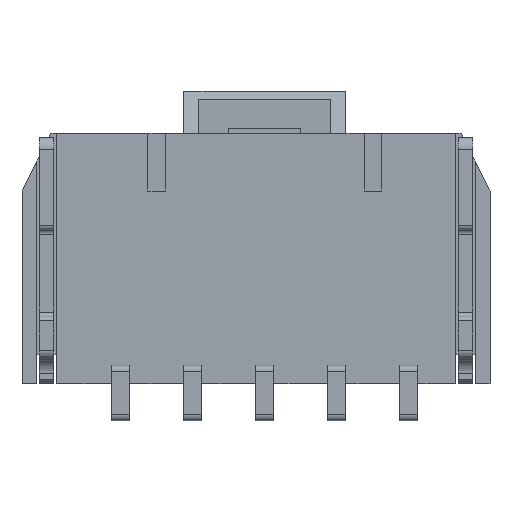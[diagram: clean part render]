
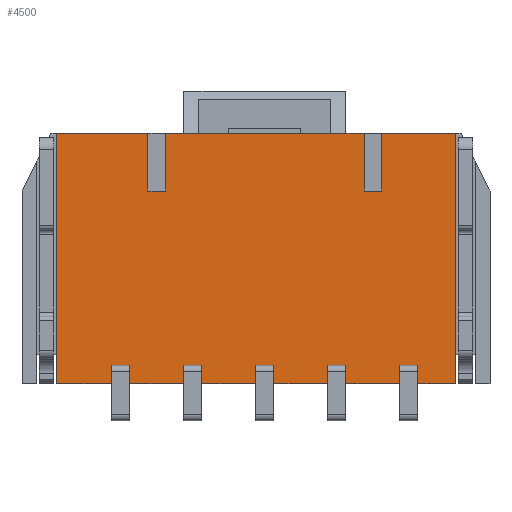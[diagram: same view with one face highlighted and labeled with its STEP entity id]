
A CAD part, front view. The second image highlights one B-rep face of the part: STEP entity #4500.
In plain terms, the highlighted planar face has unit normal (0, -1, 0).
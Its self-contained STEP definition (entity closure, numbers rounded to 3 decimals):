
#33=DIRECTION('',(1.,0.,0.));
#34=VECTOR('',#33,0.6);
#35=CARTESIAN_POINT('',(-3.75,-1.74,2.345));
#36=LINE('',#35,#34);
#37=DIRECTION('',(0.,0.,-1.));
#38=VECTOR('',#37,2.);
#39=CARTESIAN_POINT('',(-3.15,-1.74,4.345));
#40=LINE('',#39,#38);
#41=DIRECTION('',(1.,0.,0.));
#42=VECTOR('',#41,6.9);
#43=CARTESIAN_POINT('',(-3.15,-1.74,4.345));
#44=LINE('',#43,#42);
#45=DIRECTION('',(0.,0.,-1.));
#46=VECTOR('',#45,2.);
#47=CARTESIAN_POINT('',(3.75,-1.74,4.345));
#48=LINE('',#47,#46);
#49=DIRECTION('',(1.,0.,0.));
#50=VECTOR('',#49,0.6);
#51=CARTESIAN_POINT('',(3.75,-1.74,2.345));
#52=LINE('',#51,#50);
#53=DIRECTION('',(0.,0.,-1.));
#54=VECTOR('',#53,2.);
#55=CARTESIAN_POINT('',(4.35,-1.74,4.345));
#56=LINE('',#55,#54);
#57=DIRECTION('',(1.,0.,0.));
#58=VECTOR('',#57,2.57);
#59=CARTESIAN_POINT('',(4.35,-1.74,4.345));
#60=LINE('',#59,#58);
#61=DIRECTION('',(0.,0.,-1.));
#62=VECTOR('',#61,8.69);
#63=CARTESIAN_POINT('',(6.92,-1.74,4.345));
#64=LINE('',#63,#62);
#65=DIRECTION('',(-1.,0.,0.));
#66=VECTOR('',#65,1.303);
#67=CARTESIAN_POINT('',(6.92,-1.74,-4.345));
#68=LINE('',#67,#66);
#69=DIRECTION('',(0.,0.,1.));
#70=VECTOR('',#69,0.638);
#71=CARTESIAN_POINT('',(5.618,-1.74,-4.345));
#72=LINE('',#71,#70);
#73=DIRECTION('',(-1.,0.,0.));
#74=VECTOR('',#73,0.635);
#75=CARTESIAN_POINT('',(5.618,-1.74,-3.707));
#76=LINE('',#75,#74);
#77=DIRECTION('',(0.,0.,1.));
#78=VECTOR('',#77,0.638);
#79=CARTESIAN_POINT('',(4.983,-1.74,-4.345));
#80=LINE('',#79,#78);
#81=DIRECTION('',(-1.,0.,0.));
#82=VECTOR('',#81,1.865);
#83=CARTESIAN_POINT('',(4.983,-1.74,-4.345));
#84=LINE('',#83,#82);
#85=DIRECTION('',(0.,0.,1.));
#86=VECTOR('',#85,0.638);
#87=CARTESIAN_POINT('',(3.118,-1.74,-4.345));
#88=LINE('',#87,#86);
#89=DIRECTION('',(-1.,0.,0.));
#90=VECTOR('',#89,0.635);
#91=CARTESIAN_POINT('',(3.118,-1.74,-3.707));
#92=LINE('',#91,#90);
#93=DIRECTION('',(0.,0.,1.));
#94=VECTOR('',#93,0.638);
#95=CARTESIAN_POINT('',(2.483,-1.74,-4.345));
#96=LINE('',#95,#94);
#97=DIRECTION('',(-1.,0.,0.));
#98=VECTOR('',#97,1.865);
#99=CARTESIAN_POINT('',(2.483,-1.74,-4.345));
#100=LINE('',#99,#98);
#101=DIRECTION('',(0.,0.,1.));
#102=VECTOR('',#101,0.638);
#103=CARTESIAN_POINT('',(0.618,-1.74,-4.345));
#104=LINE('',#103,#102);
#105=DIRECTION('',(-1.,0.,0.));
#106=VECTOR('',#105,0.635);
#107=CARTESIAN_POINT('',(0.618,-1.74,-3.707));
#108=LINE('',#107,#106);
#109=DIRECTION('',(0.,0.,1.));
#110=VECTOR('',#109,0.638);
#111=CARTESIAN_POINT('',(-0.018,-1.74,-4.345));
#112=LINE('',#111,#110);
#113=DIRECTION('',(-1.,0.,0.));
#114=VECTOR('',#113,1.865);
#115=CARTESIAN_POINT('',(-0.018,-1.74,-4.345));
#116=LINE('',#115,#114);
#117=DIRECTION('',(0.,0.,1.));
#118=VECTOR('',#117,0.638);
#119=CARTESIAN_POINT('',(-1.883,-1.74,-4.345));
#120=LINE('',#119,#118);
#121=DIRECTION('',(-1.,0.,0.));
#122=VECTOR('',#121,0.635);
#123=CARTESIAN_POINT('',(-1.883,-1.74,-3.707));
#124=LINE('',#123,#122);
#125=DIRECTION('',(0.,0.,1.));
#126=VECTOR('',#125,0.638);
#127=CARTESIAN_POINT('',(-2.518,-1.74,-4.345));
#128=LINE('',#127,#126);
#129=DIRECTION('',(-1.,0.,0.));
#130=VECTOR('',#129,1.865);
#131=CARTESIAN_POINT('',(-2.518,-1.74,-4.345));
#132=LINE('',#131,#130);
#133=DIRECTION('',(0.,0.,1.));
#134=VECTOR('',#133,0.638);
#135=CARTESIAN_POINT('',(-4.383,-1.74,-4.345));
#136=LINE('',#135,#134);
#137=DIRECTION('',(-1.,0.,0.));
#138=VECTOR('',#137,0.635);
#139=CARTESIAN_POINT('',(-4.383,-1.74,-3.707));
#140=LINE('',#139,#138);
#141=DIRECTION('',(0.,0.,1.));
#142=VECTOR('',#141,0.638);
#143=CARTESIAN_POINT('',(-5.018,-1.74,-4.345));
#144=LINE('',#143,#142);
#145=DIRECTION('',(-1.,0.,0.));
#146=VECTOR('',#145,1.903);
#147=CARTESIAN_POINT('',(-5.018,-1.74,-4.345));
#148=LINE('',#147,#146);
#149=DIRECTION('',(0.,0.,-1.));
#150=VECTOR('',#149,8.69);
#151=CARTESIAN_POINT('',(-6.92,-1.74,4.345));
#152=LINE('',#151,#150);
#153=DIRECTION('',(1.,0.,0.));
#154=VECTOR('',#153,3.17);
#155=CARTESIAN_POINT('',(-6.92,-1.74,4.345));
#156=LINE('',#155,#154);
#157=DIRECTION('',(0.,0.,-1.));
#158=VECTOR('',#157,2.);
#159=CARTESIAN_POINT('',(-3.75,-1.74,4.345));
#160=LINE('',#159,#158);
#3505=CARTESIAN_POINT('',(5.618,-1.74,-4.345));
#3506=CARTESIAN_POINT('',(5.618,-1.74,-3.707));
#3507=VERTEX_POINT('',#3505);
#3508=VERTEX_POINT('',#3506);
#3509=CARTESIAN_POINT('',(4.983,-1.74,-4.345));
#3510=CARTESIAN_POINT('',(4.983,-1.74,-3.707));
#3511=VERTEX_POINT('',#3509);
#3512=VERTEX_POINT('',#3510);
#3605=CARTESIAN_POINT('',(3.118,-1.74,-4.345));
#3606=CARTESIAN_POINT('',(3.118,-1.74,-3.707));
#3607=VERTEX_POINT('',#3605);
#3608=VERTEX_POINT('',#3606);
#3609=CARTESIAN_POINT('',(2.483,-1.74,-4.345));
#3610=CARTESIAN_POINT('',(2.483,-1.74,-3.707));
#3611=VERTEX_POINT('',#3609);
#3612=VERTEX_POINT('',#3610);
#3705=CARTESIAN_POINT('',(0.618,-1.74,-4.345));
#3706=CARTESIAN_POINT('',(0.618,-1.74,-3.707));
#3707=VERTEX_POINT('',#3705);
#3708=VERTEX_POINT('',#3706);
#3709=CARTESIAN_POINT('',(-0.018,-1.74,-4.345));
#3710=CARTESIAN_POINT('',(-0.018,-1.74,-3.707));
#3711=VERTEX_POINT('',#3709);
#3712=VERTEX_POINT('',#3710);
#3789=CARTESIAN_POINT('',(-1.883,-1.74,-4.345));
#3790=CARTESIAN_POINT('',(-1.883,-1.74,-3.707));
#3791=VERTEX_POINT('',#3789);
#3792=VERTEX_POINT('',#3790);
#3793=CARTESIAN_POINT('',(-2.518,-1.74,-4.345));
#3794=CARTESIAN_POINT('',(-2.518,-1.74,-3.707));
#3795=VERTEX_POINT('',#3793);
#3796=VERTEX_POINT('',#3794);
#3873=CARTESIAN_POINT('',(-4.383,-1.74,-4.345));
#3874=CARTESIAN_POINT('',(-4.383,-1.74,-3.707));
#3875=VERTEX_POINT('',#3873);
#3876=VERTEX_POINT('',#3874);
#3877=CARTESIAN_POINT('',(-5.018,-1.74,-4.345));
#3878=CARTESIAN_POINT('',(-5.018,-1.74,-3.707));
#3879=VERTEX_POINT('',#3877);
#3880=VERTEX_POINT('',#3878);
#4165=CARTESIAN_POINT('',(6.92,-1.74,4.345));
#4166=CARTESIAN_POINT('',(6.92,-1.74,-4.345));
#4167=VERTEX_POINT('',#4165);
#4168=VERTEX_POINT('',#4166);
#4331=CARTESIAN_POINT('',(-6.92,-1.74,4.345));
#4332=CARTESIAN_POINT('',(-6.92,-1.74,-4.345));
#4333=VERTEX_POINT('',#4331);
#4334=VERTEX_POINT('',#4332);
#4381=CARTESIAN_POINT('',(-3.75,-1.74,2.345));
#4382=CARTESIAN_POINT('',(-3.15,-1.74,2.345));
#4383=VERTEX_POINT('',#4381);
#4384=VERTEX_POINT('',#4382);
#4385=CARTESIAN_POINT('',(3.75,-1.74,2.345));
#4386=CARTESIAN_POINT('',(4.35,-1.74,2.345));
#4387=VERTEX_POINT('',#4385);
#4388=VERTEX_POINT('',#4386);
#4389=CARTESIAN_POINT('',(-3.75,-1.74,4.345));
#4390=VERTEX_POINT('',#4389);
#4391=CARTESIAN_POINT('',(-3.15,-1.74,4.345));
#4392=VERTEX_POINT('',#4391);
#4393=CARTESIAN_POINT('',(3.75,-1.74,4.345));
#4394=VERTEX_POINT('',#4393);
#4395=CARTESIAN_POINT('',(4.35,-1.74,4.345));
#4396=VERTEX_POINT('',#4395);
#4429=CARTESIAN_POINT('',(0.,-1.74,0.));
#4430=DIRECTION('',(0.,1.,0.));
#4431=DIRECTION('',(1.,0.,0.));
#4432=AXIS2_PLACEMENT_3D('',#4429,#4430,#4431);
#4433=PLANE('',#4432);
#4435=ORIENTED_EDGE('',*,*,#4434,.T.);
#4437=ORIENTED_EDGE('',*,*,#4436,.F.);
#4439=ORIENTED_EDGE('',*,*,#4438,.T.);
#4441=ORIENTED_EDGE('',*,*,#4440,.T.);
#4443=ORIENTED_EDGE('',*,*,#4442,.T.);
#4445=ORIENTED_EDGE('',*,*,#4444,.F.);
#4447=ORIENTED_EDGE('',*,*,#4446,.T.);
#4449=ORIENTED_EDGE('',*,*,#4448,.T.);
#4451=ORIENTED_EDGE('',*,*,#4450,.T.);
#4453=ORIENTED_EDGE('',*,*,#4452,.T.);
#4455=ORIENTED_EDGE('',*,*,#4454,.T.);
#4457=ORIENTED_EDGE('',*,*,#4456,.F.);
#4459=ORIENTED_EDGE('',*,*,#4458,.T.);
#4461=ORIENTED_EDGE('',*,*,#4460,.T.);
#4463=ORIENTED_EDGE('',*,*,#4462,.T.);
#4465=ORIENTED_EDGE('',*,*,#4464,.F.);
#4467=ORIENTED_EDGE('',*,*,#4466,.T.);
#4469=ORIENTED_EDGE('',*,*,#4468,.T.);
#4471=ORIENTED_EDGE('',*,*,#4470,.T.);
#4473=ORIENTED_EDGE('',*,*,#4472,.F.);
#4475=ORIENTED_EDGE('',*,*,#4474,.T.);
#4477=ORIENTED_EDGE('',*,*,#4476,.T.);
#4479=ORIENTED_EDGE('',*,*,#4478,.T.);
#4481=ORIENTED_EDGE('',*,*,#4480,.F.);
#4483=ORIENTED_EDGE('',*,*,#4482,.T.);
#4485=ORIENTED_EDGE('',*,*,#4484,.T.);
#4487=ORIENTED_EDGE('',*,*,#4486,.T.);
#4489=ORIENTED_EDGE('',*,*,#4488,.F.);
#4491=ORIENTED_EDGE('',*,*,#4490,.T.);
#4493=ORIENTED_EDGE('',*,*,#4492,.F.);
#4495=ORIENTED_EDGE('',*,*,#4494,.T.);
#4497=ORIENTED_EDGE('',*,*,#4496,.T.);
#4498=EDGE_LOOP('',(#4435,#4437,#4439,#4441,#4443,#4445,#4447,#4449,#4451,#4453,
#4455,#4457,#4459,#4461,#4463,#4465,#4467,#4469,#4471,#4473,#4475,#4477,#4479,
#4481,#4483,#4485,#4487,#4489,#4491,#4493,#4495,#4497));
#4499=FACE_OUTER_BOUND('',#4498,.F.);
#4500=ADVANCED_FACE('',(#4499),#4433,.F.);
#4434=EDGE_CURVE('',#4383,#4384,#36,.T.);
#4436=EDGE_CURVE('',#4392,#4384,#40,.T.);
#4438=EDGE_CURVE('',#4392,#4394,#44,.T.);
#4440=EDGE_CURVE('',#4394,#4387,#48,.T.);
#4442=EDGE_CURVE('',#4387,#4388,#52,.T.);
#4444=EDGE_CURVE('',#4396,#4388,#56,.T.);
#4446=EDGE_CURVE('',#4396,#4167,#60,.T.);
#4448=EDGE_CURVE('',#4167,#4168,#64,.T.);
#4450=EDGE_CURVE('',#4168,#3507,#68,.T.);
#4452=EDGE_CURVE('',#3507,#3508,#72,.T.);
#4454=EDGE_CURVE('',#3508,#3512,#76,.T.);
#4456=EDGE_CURVE('',#3511,#3512,#80,.T.);
#4458=EDGE_CURVE('',#3511,#3607,#84,.T.);
#4460=EDGE_CURVE('',#3607,#3608,#88,.T.);
#4462=EDGE_CURVE('',#3608,#3612,#92,.T.);
#4464=EDGE_CURVE('',#3611,#3612,#96,.T.);
#4466=EDGE_CURVE('',#3611,#3707,#100,.T.);
#4468=EDGE_CURVE('',#3707,#3708,#104,.T.);
#4470=EDGE_CURVE('',#3708,#3712,#108,.T.);
#4472=EDGE_CURVE('',#3711,#3712,#112,.T.);
#4474=EDGE_CURVE('',#3711,#3791,#116,.T.);
#4476=EDGE_CURVE('',#3791,#3792,#120,.T.);
#4478=EDGE_CURVE('',#3792,#3796,#124,.T.);
#4480=EDGE_CURVE('',#3795,#3796,#128,.T.);
#4482=EDGE_CURVE('',#3795,#3875,#132,.T.);
#4484=EDGE_CURVE('',#3875,#3876,#136,.T.);
#4486=EDGE_CURVE('',#3876,#3880,#140,.T.);
#4488=EDGE_CURVE('',#3879,#3880,#144,.T.);
#4490=EDGE_CURVE('',#3879,#4334,#148,.T.);
#4492=EDGE_CURVE('',#4333,#4334,#152,.T.);
#4494=EDGE_CURVE('',#4333,#4390,#156,.T.);
#4496=EDGE_CURVE('',#4390,#4383,#160,.T.);
